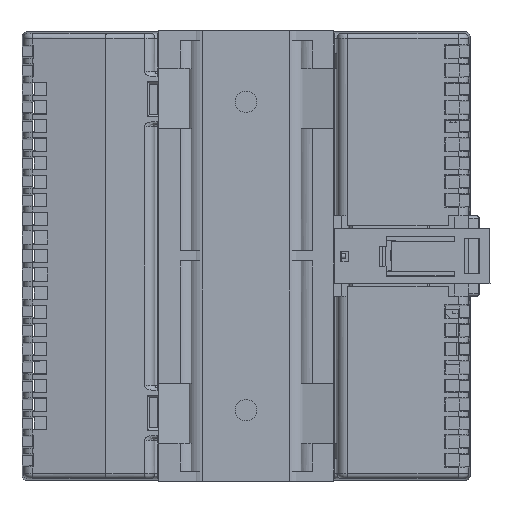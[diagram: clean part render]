
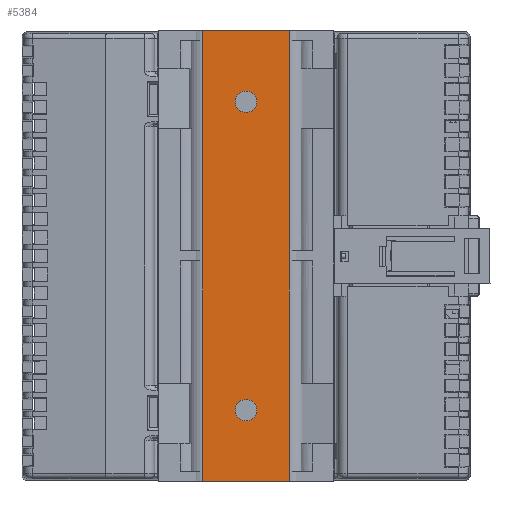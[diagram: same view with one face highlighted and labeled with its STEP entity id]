
A CAD part, top view. The second image highlights one B-rep face of the part: STEP entity #5384.
In plain terms, the highlighted face is planar.
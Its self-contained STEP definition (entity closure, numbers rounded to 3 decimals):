
#5384 = ADVANCED_FACE( '', ( #12334, #12335, #12336 ), #12337, .F. );
#12334 = FACE_OUTER_BOUND( '', #23928, .T. );
#12335 = FACE_BOUND( '', #23929, .T. );
#12336 = FACE_BOUND( '', #23930, .T. );
#12337 = PLANE( '', #23931 );
#23928 = EDGE_LOOP( '', ( #41800, #41801, #41802, #41803 ) );
#23929 = EDGE_LOOP( '', ( #41804 ) );
#23930 = EDGE_LOOP( '', ( #41805 ) );
#23931 = AXIS2_PLACEMENT_3D( '', #41806, #41807, #41808 );
#41800 = ORIENTED_EDGE( '', *, *, #55662, .T. );
#41801 = ORIENTED_EDGE( '', *, *, #58471, .T. );
#41802 = ORIENTED_EDGE( '', *, *, #58500, .F. );
#41803 = ORIENTED_EDGE( '', *, *, #58501, .F. );
#41804 = ORIENTED_EDGE( '', *, *, #58502, .T. );
#41805 = ORIENTED_EDGE( '', *, *, #58503, .T. );
#41806 = CARTESIAN_POINT( '', ( -8.6, -42.45, 0. ) );
#41807 = DIRECTION( '', ( 0., 0., 1. ) );
#41808 = DIRECTION( '', ( 1., 0., 0. ) );
#55662 = EDGE_CURVE( '', #65528, #65526, #65529, .T. );
#58471 = EDGE_CURVE( '', #65526, #69690, #69692, .T. );
#58500 = EDGE_CURVE( '', #69729, #69690, #69730, .T. );
#58501 = EDGE_CURVE( '', #65528, #69729, #69731, .T. );
#58502 = EDGE_CURVE( '', #69732, #69732, #69733, .T. );
#58503 = EDGE_CURVE( '', #69734, #69734, #69735, .T. );
#65526 = VERTEX_POINT( '', #80094 );
#65528 = VERTEX_POINT( '', #80096 );
#65529 = LINE( '', #80097, #80098 );
#69690 = VERTEX_POINT( '', #87385 );
#69692 = LINE( '', #87387, #87388 );
#69729 = VERTEX_POINT( '', #87446 );
#69730 = LINE( '', #87447, #87448 );
#69731 = LINE( '', #87449, #87450 );
#69732 = VERTEX_POINT( '', #87451 );
#69733 = CIRCLE( '', #87452, 2.15 );
#69734 = VERTEX_POINT( '', #87453 );
#69735 = CIRCLE( '', #87454, 2.15 );
#80094 = CARTESIAN_POINT( '', ( -8.6, 45., 0. ) );
#80096 = CARTESIAN_POINT( '', ( -8.6, -45., 0. ) );
#80097 = CARTESIAN_POINT( '', ( -8.6, -42.45, 0. ) );
#80098 = VECTOR( '', #95691, 1000. );
#87385 = CARTESIAN_POINT( '', ( 8.6, 45., 0. ) );
#87387 = CARTESIAN_POINT( '', ( -8.6, 45., 0. ) );
#87388 = VECTOR( '', #98211, 1000. );
#87446 = CARTESIAN_POINT( '', ( 8.6, -45., 0. ) );
#87447 = CARTESIAN_POINT( '', ( 8.6, -42.45, 0. ) );
#87448 = VECTOR( '', #98233, 1000. );
#87449 = CARTESIAN_POINT( '', ( -8.6, -45., 0. ) );
#87450 = VECTOR( '', #98234, 1000. );
#87451 = CARTESIAN_POINT( '', ( 0., -32.95, 0. ) );
#87452 = AXIS2_PLACEMENT_3D( '', #98235, #98236, #98237 );
#87453 = CARTESIAN_POINT( '', ( 0., 28.65, 0. ) );
#87454 = AXIS2_PLACEMENT_3D( '', #98238, #98239, #98240 );
#95691 = DIRECTION( '', ( 0., 1., 0. ) );
#98211 = DIRECTION( '', ( 1., 0., 0. ) );
#98233 = DIRECTION( '', ( 0., 1., 0. ) );
#98234 = DIRECTION( '', ( 1., 0., 0. ) );
#98235 = CARTESIAN_POINT( '', ( 0., -30.8, 0. ) );
#98236 = DIRECTION( '', ( 0., 0., 1. ) );
#98237 = DIRECTION( '', ( 0., -1., 0. ) );
#98238 = CARTESIAN_POINT( '', ( 0., 30.8, 0. ) );
#98239 = DIRECTION( '', ( 0., 0., 1. ) );
#98240 = DIRECTION( '', ( 0., -1., 0. ) );
